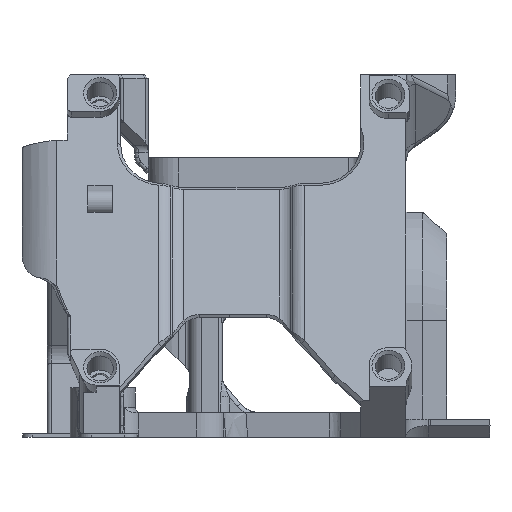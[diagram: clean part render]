
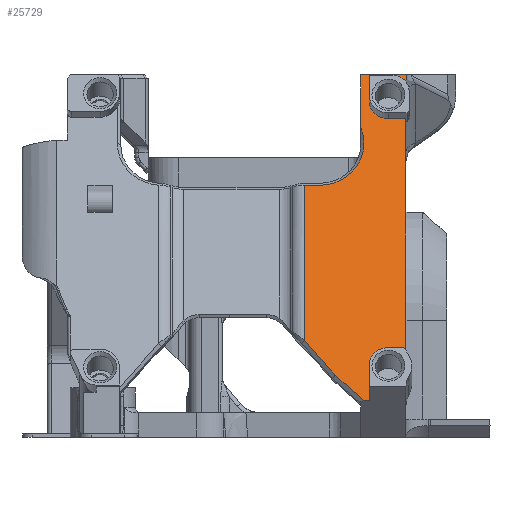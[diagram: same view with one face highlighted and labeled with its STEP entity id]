
A CAD part, left-side view. The second image highlights one B-rep face of the part: STEP entity #25729.
In plain terms, the highlighted planar face has unit normal (-0.94, 0, 0.342).
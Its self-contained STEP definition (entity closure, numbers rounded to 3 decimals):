
#751=LINE('',#35732,#2445);
#755=LINE('',#35747,#2449);
#1350=LINE('',#44847,#3044);
#1356=LINE('',#44865,#3050);
#1357=LINE('',#44867,#3051);
#1360=LINE('',#44875,#3054);
#1361=LINE('',#44877,#3055);
#1423=LINE('',#45187,#3117);
#1624=LINE('',#47711,#3318);
#1638=LINE('',#47756,#3332);
#1639=LINE('',#47758,#3333);
#1640=LINE('',#47760,#3334);
#1641=LINE('',#47765,#3335);
#1642=LINE('',#47766,#3336);
#2445=VECTOR('',#28976,1000.);
#2449=VECTOR('',#28980,1000.);
#3044=VECTOR('',#31443,1000.);
#3050=VECTOR('',#31461,1000.);
#3051=VECTOR('',#31464,1000.);
#3054=VECTOR('',#31473,1000.);
#3055=VECTOR('',#31476,1000.);
#3117=VECTOR('',#31740,1000.);
#3318=VECTOR('',#32491,1000.);
#3332=VECTOR('',#32519,1000.);
#3333=VECTOR('',#32522,1000.);
#3334=VECTOR('',#32523,1000.);
#3335=VECTOR('',#32524,1000.);
#3336=VECTOR('',#32525,1000.);
#4375=PLANE('',#27799);
#5083=CIRCLE('',#27402,0.5);
#5086=CIRCLE('',#27407,2.35);
#5087=CIRCLE('',#27409,2.);
#5088=CIRCLE('',#27413,2.35);
#5101=CIRCLE('',#27450,2.536);
#5246=CIRCLE('',#27794,5.4);
#9755=ORIENTED_EDGE('',*,*,#15857,.F.);
#9756=ORIENTED_EDGE('',*,*,#15858,.T.);
#9757=ORIENTED_EDGE('',*,*,#15859,.F.);
#9758=ORIENTED_EDGE('',*,*,#15230,.T.);
#9759=ORIENTED_EDGE('',*,*,#15220,.T.);
#9760=ORIENTED_EDGE('',*,*,#15215,.F.);
#9761=ORIENTED_EDGE('',*,*,#15211,.T.);
#9762=ORIENTED_EDGE('',*,*,#15272,.F.);
#9763=ORIENTED_EDGE('',*,*,#13603,.F.);
#9764=ORIENTED_EDGE('',*,*,#15229,.F.);
#9765=ORIENTED_EDGE('',*,*,#15227,.T.);
#9766=ORIENTED_EDGE('',*,*,#15225,.T.);
#9767=ORIENTED_EDGE('',*,*,#15224,.T.);
#9768=ORIENTED_EDGE('',*,*,#15221,.T.);
#9769=ORIENTED_EDGE('',*,*,#13598,.T.);
#9770=ORIENTED_EDGE('',*,*,#15860,.T.);
#9771=ORIENTED_EDGE('',*,*,#15838,.F.);
#9772=ORIENTED_EDGE('',*,*,#15861,.T.);
#9773=ORIENTED_EDGE('',*,*,#15843,.T.);
#9774=ORIENTED_EDGE('',*,*,#15862,.F.);
#9775=ORIENTED_EDGE('',*,*,#15350,.F.);
#13598=EDGE_CURVE('',#17557,#17556,#751,.T.);
#13603=EDGE_CURVE('',#17561,#17562,#755,.T.);
#15211=EDGE_CURVE('',#18634,#18635,#5083,.T.);
#15215=EDGE_CURVE('',#18634,#18638,#1350,.T.);
#15220=EDGE_CURVE('',#18640,#18638,#5086,.T.);
#15221=EDGE_CURVE('',#18642,#17557,#5087,.T.);
#15224=EDGE_CURVE('',#18643,#18642,#1356,.T.);
#15225=EDGE_CURVE('',#18644,#18643,#1357,.T.);
#15227=EDGE_CURVE('',#18645,#18644,#5088,.T.);
#15229=EDGE_CURVE('',#18645,#17561,#1360,.T.);
#15230=EDGE_CURVE('',#18646,#18640,#1361,.T.);
#15272=EDGE_CURVE('',#17562,#18635,#5101,.T.);
#15350=EDGE_CURVE('',#18633,#18711,#1423,.T.);
#15838=EDGE_CURVE('',#18998,#18999,#1624,.T.);
#15843=EDGE_CURVE('',#19004,#19003,#5246,.T.);
#15857=EDGE_CURVE('',#19014,#18633,#1638,.T.);
#15858=EDGE_CURVE('',#19014,#19015,#1639,.T.);
#15859=EDGE_CURVE('',#18646,#19015,#1640,.T.);
#15860=EDGE_CURVE('',#17556,#18999,#20712,.T.);
#15861=EDGE_CURVE('',#18998,#19004,#1641,.T.);
#15862=EDGE_CURVE('',#18711,#19003,#1642,.T.);
#17556=VERTEX_POINT('',#35731);
#17557=VERTEX_POINT('',#35733);
#17561=VERTEX_POINT('',#35746);
#17562=VERTEX_POINT('',#35748);
#18633=VERTEX_POINT('',#44821);
#18634=VERTEX_POINT('',#44839);
#18635=VERTEX_POINT('',#44840);
#18638=VERTEX_POINT('',#44848);
#18640=VERTEX_POINT('',#44854);
#18642=VERTEX_POINT('',#44860);
#18643=VERTEX_POINT('',#44864);
#18644=VERTEX_POINT('',#44868);
#18645=VERTEX_POINT('',#44872);
#18646=VERTEX_POINT('',#44878);
#18711=VERTEX_POINT('',#45188);
#18998=VERTEX_POINT('',#47710);
#18999=VERTEX_POINT('',#47712);
#19003=VERTEX_POINT('',#47724);
#19004=VERTEX_POINT('',#47726);
#19014=VERTEX_POINT('',#47755);
#19015=VERTEX_POINT('',#47759);
#20712=B_SPLINE_CURVE_WITH_KNOTS('',3,(#47761,#47762,#47763,#47764),
 .UNSPECIFIED.,.F.,.F.,(4,4),(0.,0.001),
 .UNSPECIFIED.);
#21927=EDGE_LOOP('',(#9755,#9756,#9757,#9758,#9759,#9760,#9761,#9762,#9763,
#9764,#9765,#9766,#9767,#9768,#9769,#9770,#9771,#9772,#9773,#9774,#9775));
#23587=FACE_BOUND('',#21927,.T.);
#25729=ADVANCED_FACE('',(#23587),#4375,.T.);
#27402=AXIS2_PLACEMENT_3D('',#44838,#31435,#31436);
#27407=AXIS2_PLACEMENT_3D('',#44857,#31451,#31452);
#27409=AXIS2_PLACEMENT_3D('',#44859,#31455,#31456);
#27413=AXIS2_PLACEMENT_3D('',#44871,#31468,#31469);
#27450=AXIS2_PLACEMENT_3D('',#44965,#31568,#31569);
#27794=AXIS2_PLACEMENT_3D('',#47725,#32498,#32499);
#27799=AXIS2_PLACEMENT_3D('',#47757,#32520,#32521);
#28976=DIRECTION('',(0.342,0.,0.94));
#28980=DIRECTION('',(-0.342,0.,-0.94));
#31435=DIRECTION('',(0.94,0.,-0.342));
#31436=DIRECTION('',(0.342,0.,0.94));
#31443=DIRECTION('',(0.,1.,0.));
#31451=DIRECTION('',(0.94,0.,-0.342));
#31452=DIRECTION('',(0.342,0.,0.94));
#31455=DIRECTION('',(0.94,0.,-0.342));
#31456=DIRECTION('',(0.342,0.,0.94));
#31461=DIRECTION('',(0.,-1.,0.));
#31464=DIRECTION('',(0.342,0.,0.94));
#31468=DIRECTION('',(0.94,0.,-0.342));
#31469=DIRECTION('',(0.342,0.,0.94));
#31473=DIRECTION('',(0.,-1.,0.));
#31476=DIRECTION('',(0.342,0.,0.94));
#31568=DIRECTION('',(0.94,0.,-0.342));
#31569=DIRECTION('',(0.342,0.,0.94));
#31740=DIRECTION('',(0.342,0.,0.94));
#32491=DIRECTION('',(0.,-1.,0.));
#32498=DIRECTION('',(0.94,0.,-0.342));
#32499=DIRECTION('',(0.342,0.,0.94));
#32519=DIRECTION('',(0.262,0.643,0.72));
#32520=DIRECTION('',(-0.94,0.,0.342));
#32521=DIRECTION('',(-0.342,0.,-0.94));
#32522=DIRECTION('',(-0.236,-0.725,-0.648));
#32523=DIRECTION('',(0.,1.,0.));
#32524=DIRECTION('',(-0.342,0.,-0.94));
#32525=DIRECTION('',(0.,-1.,0.));
#35731=CARTESIAN_POINT('',(-130.221,6.5,43.264));
#35732=CARTESIAN_POINT('',(-143.233,6.5,7.513));
#35733=CARTESIAN_POINT('',(-130.522,6.5,42.438));
#35746=CARTESIAN_POINT('',(-131.895,6.5,38.664));
#35747=CARTESIAN_POINT('',(-136.618,6.5,25.688));
#35748=CARTESIAN_POINT('',(-142.392,6.5,9.826));
#44821=CARTESIAN_POINT('',(-141.708,18.828,11.704));
#44838=CARTESIAN_POINT('',(-142.43,7.,9.722));
#44839=CARTESIAN_POINT('',(-142.259,7.,10.192));
#44840=CARTESIAN_POINT('',(-142.361,6.543,9.912));
#44847=CARTESIAN_POINT('',(-142.259,6.125,10.192));
#44848=CARTESIAN_POINT('',(-142.259,8.625,10.192));
#44854=CARTESIAN_POINT('',(-143.062,10.975,7.983));
#44857=CARTESIAN_POINT('',(-143.062,8.625,7.983));
#44859=CARTESIAN_POINT('',(-130.921,8.125,41.342));
#44860=CARTESIAN_POINT('',(-130.237,8.125,43.222));
#44864=CARTESIAN_POINT('',(-130.237,10.975,43.222));
#44865=CARTESIAN_POINT('',(-130.237,6.125,43.222));
#44867=CARTESIAN_POINT('',(-123.64,10.975,61.346));
#44868=CARTESIAN_POINT('',(-131.092,10.975,40.873));
#44871=CARTESIAN_POINT('',(-131.092,8.625,40.873));
#44872=CARTESIAN_POINT('',(-131.895,8.625,38.664));
#44875=CARTESIAN_POINT('',(-131.895,6.125,38.664));
#44877=CARTESIAN_POINT('',(-123.64,10.975,61.346));
#44878=CARTESIAN_POINT('',(-144.33,10.975,4.501));
#44965=CARTESIAN_POINT('',(-142.01,4.223,10.875));
#45187=CARTESIAN_POINT('',(-143.25,18.828,7.468));
#45188=CARTESIAN_POINT('',(-134.836,18.828,30.585));
#47710=CARTESIAN_POINT('',(-129.953,12.,44.));
#47711=CARTESIAN_POINT('',(-129.953,4.696,44.));
#47712=CARTESIAN_POINT('',(-129.953,6.466,44.));
#47724=CARTESIAN_POINT('',(-134.836,17.,30.585));
#47725=CARTESIAN_POINT('',(-132.989,17.,35.659));
#47726=CARTESIAN_POINT('',(-132.292,12.,37.576));
#47755=CARTESIAN_POINT('',(-143.22,15.12,7.552));
#47756=CARTESIAN_POINT('',(-140.731,21.225,14.388));
#47757=CARTESIAN_POINT('',(-143.233,43.625,7.513));
#47758=CARTESIAN_POINT('',(-138.358,30.068,20.909));
#47759=CARTESIAN_POINT('',(-144.33,11.706,4.501));
#47760=CARTESIAN_POINT('',(-144.33,43.625,4.501));
#47761=CARTESIAN_POINT('',(-130.221,6.5,43.264));
#47762=CARTESIAN_POINT('',(-130.132,6.5,43.51));
#47763=CARTESIAN_POINT('',(-130.043,6.482,43.755));
#47764=CARTESIAN_POINT('',(-129.953,6.466,44.));
#47765=CARTESIAN_POINT('',(-143.233,12.,7.513));
#47766=CARTESIAN_POINT('',(-134.836,27.711,30.585));
